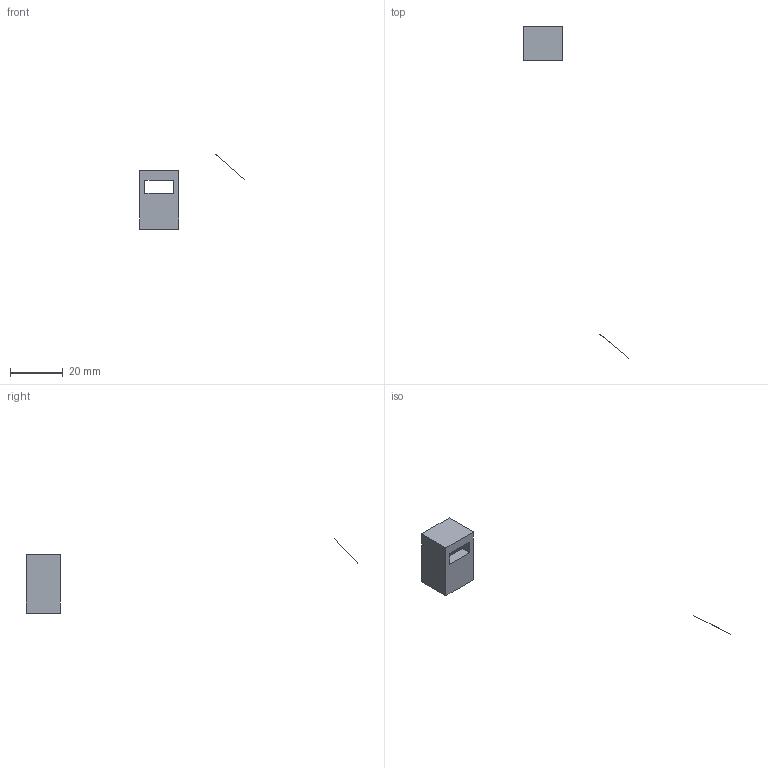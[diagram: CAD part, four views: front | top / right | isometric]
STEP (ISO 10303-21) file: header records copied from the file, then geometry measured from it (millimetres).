
FILE_DESCRIPTION(('Open CASCADE Model'),'2;1');
FILE_NAME('Open CASCADE Shape Model','2021-03-31T23:26:27',('Author'),( 'Open CASCADE'),'Open CASCADE STEP processor 7.5','Open CASCADE 7.5' ,'Unknown');
FILE_SCHEMA(('AUTOMOTIVE_DESIGN { 1 0 10303 214 1 1 1 1 }'));
Length unit declared in the file: millimetre
Products named in the file (4): Open CASCADE STEP translator 7.5 2; Open CASCADE STEP translator 7.5 2.1; Open CASCADE STEP translator 7.5 2.1.1; Open CASCADE STEP translator 7.5 2.1.2
Assembly tree (3 placements, depth 3):
  Open CASCADE STEP translator 7.5 2
    Open CASCADE STEP translator 7.5 2.1
      Open CASCADE STEP translator 7.5 2.1.1
      Open CASCADE STEP translator 7.5 2.1.2
Bounding box: 39.64 x 125.7 x 28.1 mm (x, y, z)
Volume: 2264.8 mm3; surface area: 2162.2 mm2
Topology: 2 solids, 2 shells, 17 faces, 40 edges, 27 vertices
Faces by surface type: plane 17
Entity records: 1067 total; most frequent: CARTESIAN_POINT 169, DIRECTION 161, LINE 119, VECTOR 119, ORIENTED_EDGE 80, PCURVE 80, DEFINITIONAL_REPRESENTATION 80, EDGE_CURVE 40
